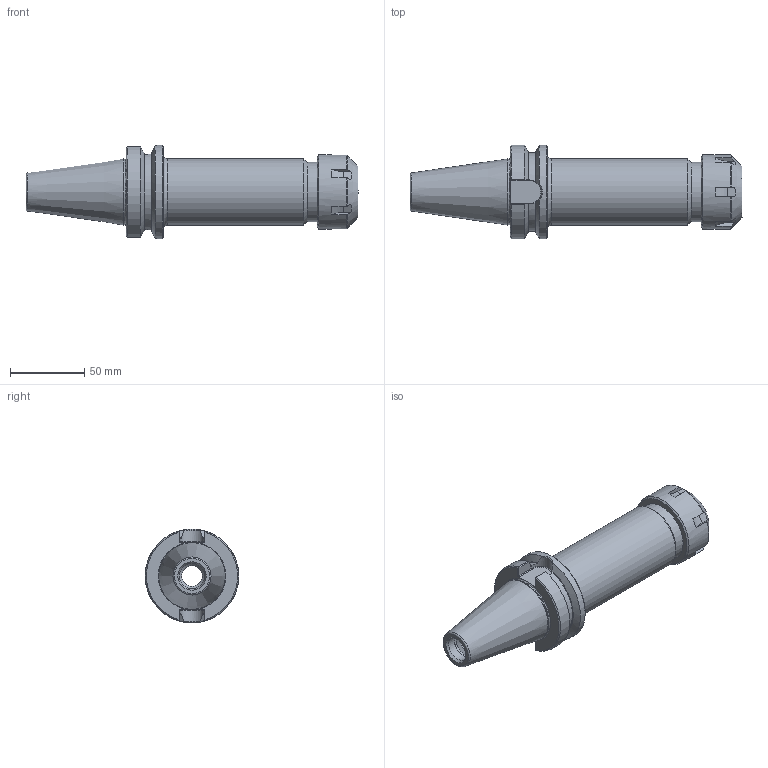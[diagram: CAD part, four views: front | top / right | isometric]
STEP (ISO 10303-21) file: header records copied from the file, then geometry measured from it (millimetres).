
FILE_DESCRIPTION((''),'2;1');
FILE_NAME('B40-32ERC622.stp','2014-06-02T15:37:51',('anddod'),(''),'Autodesk Inventor 2012','Autodesk Inventor 2012','');
FILE_SCHEMA(('AUTOMOTIVE_DESIGN { 1 0 10303 214 1 1 1 1 }'));
Length unit declared in the file: inch
Products named in the file (3): B40-32ERC622; B40-32ER6-1; 32ERCN
Assembly tree (2 placements, depth 2):
  B40-32ERC622
    B40-32ER6-1
    32ERCN
Bounding box: 223.39 x 62.99 x 62.99 mm (x, y, z)
Volume: 266097.4 mm3; surface area: 54432.7 mm2
Topology: 2 solids, 2 shells, 117 faces, 305 edges, 196 vertices
Faces by surface type: plane 47, cylinder 35, cone 22, torus 11, bspline 2
Full cylindrical faces by diameter (mm): 13.843 x1, 17.013 x1, 17.623 x1, 18.923 x1, 23.495 x1, 27 x1, 33 x1, 38.65 x1, 40 x1, 41 x1, 43.942 x1, 44.45 x1, 50 x1, 62.992 x1
Entity records: 3684 total; most frequent: CARTESIAN_POINT 918, DIRECTION 528, ORIENTED_EDGE 528, EDGE_CURVE 264, AXIS2_PLACEMENT_3D 220, VERTEX_POINT 188, EDGE_LOOP 158, FACE_OUTER_BOUND 117
